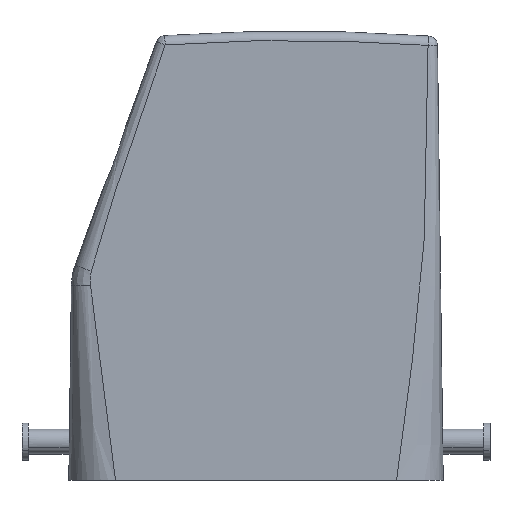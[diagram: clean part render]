
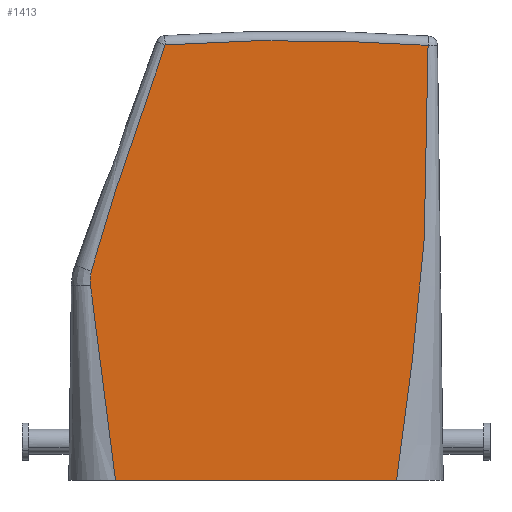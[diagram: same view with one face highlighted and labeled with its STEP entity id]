
A CAD part, left-side view. The second image highlights one B-rep face of the part: STEP entity #1413.
In plain terms, the highlighted planar face has unit normal (-1, 0, 0).
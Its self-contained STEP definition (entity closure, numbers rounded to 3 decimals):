
#1370=AXIS2_PLACEMENT_3D('Plane Axis2P3D',#1367,#1368,#1369) ;
#1402=AXIS2_PLACEMENT_3D('Circle Axis2P3D',#1400,#1401,$) ;
#464=CARTESIAN_POINT('Vertex',(0.,14.987,0.)) ;
#469=CARTESIAN_POINT('Line Origine',(0.,37.5,0.)) ;
#473=CARTESIAN_POINT('Vertex',(0.,60.014,0.)) ;
#678=CARTESIAN_POINT('Control Point',(0.,64.005,31.16)) ;
#679=CARTESIAN_POINT('Control Point',(0.,63.604,26.781)) ;
#680=CARTESIAN_POINT('Control Point',(0.,63.096,22.397)) ;
#681=CARTESIAN_POINT('Control Point',(0.,62.507,18.056)) ;
#682=CARTESIAN_POINT('Control Point',(0.,61.619,11.766)) ;
#683=CARTESIAN_POINT('Control Point',(0.,60.745,5.464)) ;
#684=CARTESIAN_POINT('Control Point',(0.,60.5,3.666)) ;
#685=CARTESIAN_POINT('Control Point',(0.,60.258,1.853)) ;
#686=CARTESIAN_POINT('Control Point',(0.,60.014,0.)) ;
#687=CARTESIAN_POINT('Vertex',(0.,64.005,31.16)) ;
#885=CARTESIAN_POINT('Control Point',(0.,63.891,33.543)) ;
#886=CARTESIAN_POINT('Control Point',(0.,64.,33.071)) ;
#887=CARTESIAN_POINT('Control Point',(0.,64.068,32.589)) ;
#888=CARTESIAN_POINT('Control Point',(0.,64.091,32.103)) ;
#889=CARTESIAN_POINT('Control Point',(0.,64.069,31.624)) ;
#890=CARTESIAN_POINT('Control Point',(0.,64.005,31.16)) ;
#891=CARTESIAN_POINT('Vertex',(0.,63.891,33.543)) ;
#1305=CARTESIAN_POINT('Vertex',(0.,9.929,69.72)) ;
#1309=CARTESIAN_POINT('Control Point',(0.,9.929,69.72)) ;
#1310=CARTESIAN_POINT('Control Point',(0.,9.927,68.515)) ;
#1311=CARTESIAN_POINT('Control Point',(0.,9.928,67.329)) ;
#1312=CARTESIAN_POINT('Control Point',(0.,9.93,66.124)) ;
#1313=CARTESIAN_POINT('Control Point',(0.,9.938,63.733)) ;
#1314=CARTESIAN_POINT('Control Point',(0.,9.953,61.335)) ;
#1315=CARTESIAN_POINT('Control Point',(0.,9.963,60.139)) ;
#1316=CARTESIAN_POINT('Control Point',(0.,9.995,56.739)) ;
#1317=CARTESIAN_POINT('Control Point',(0.,10.04,53.34)) ;
#1318=CARTESIAN_POINT('Control Point',(0.,10.078,50.997)) ;
#1319=CARTESIAN_POINT('Control Point',(0.,10.19,45.688)) ;
#1320=CARTESIAN_POINT('Control Point',(0.,10.412,40.381)) ;
#1321=CARTESIAN_POINT('Control Point',(0.,10.597,37.276)) ;
#1322=CARTESIAN_POINT('Control Point',(0.,11.077,31.069)) ;
#1323=CARTESIAN_POINT('Control Point',(0.,11.744,24.872)) ;
#1324=CARTESIAN_POINT('Control Point',(0.,12.117,21.777)) ;
#1325=CARTESIAN_POINT('Control Point',(0.,12.769,16.69)) ;
#1326=CARTESIAN_POINT('Control Point',(0.,13.452,11.605)) ;
#1327=CARTESIAN_POINT('Control Point',(0.,13.721,9.611)) ;
#1328=CARTESIAN_POINT('Control Point',(0.,14.141,6.482)) ;
#1329=CARTESIAN_POINT('Control Point',(0.,14.553,3.353)) ;
#1330=CARTESIAN_POINT('Control Point',(0.,14.699,2.234)) ;
#1331=CARTESIAN_POINT('Control Point',(0.,14.843,1.118)) ;
#1332=CARTESIAN_POINT('Control Point',(0.,14.987,0.)) ;
#1367=CARTESIAN_POINT('Axis2P3D Location',(0.,-0.533,-30.8)) ;
#1373=CARTESIAN_POINT('Control Point',(0.,52.034,69.793)) ;
#1374=CARTESIAN_POINT('Control Point',(0.,52.17,69.41)) ;
#1375=CARTESIAN_POINT('Control Point',(0.,52.304,69.029)) ;
#1376=CARTESIAN_POINT('Control Point',(0.,52.406,68.742)) ;
#1377=CARTESIAN_POINT('Control Point',(0.,53.939,64.389)) ;
#1378=CARTESIAN_POINT('Control Point',(0.,55.451,60.03)) ;
#1379=CARTESIAN_POINT('Control Point',(0.,56.806,56.044)) ;
#1380=CARTESIAN_POINT('Control Point',(0.,58.287,51.69)) ;
#1381=CARTESIAN_POINT('Control Point',(0.,59.727,47.325)) ;
#1382=CARTESIAN_POINT('Control Point',(0.,59.892,46.822)) ;
#1383=CARTESIAN_POINT('Control Point',(0.,60.25,45.73)) ;
#1384=CARTESIAN_POINT('Control Point',(0.,60.603,44.641)) ;
#1385=CARTESIAN_POINT('Control Point',(0.,60.833,43.924)) ;
#1386=CARTESIAN_POINT('Control Point',(0.,61.17,42.863)) ;
#1387=CARTESIAN_POINT('Control Point',(0.,61.502,41.798)) ;
#1388=CARTESIAN_POINT('Control Point',(0.,61.608,41.458)) ;
#1389=CARTESIAN_POINT('Control Point',(0.,62.022,40.114)) ;
#1390=CARTESIAN_POINT('Control Point',(0.,62.426,38.767)) ;
#1391=CARTESIAN_POINT('Control Point',(0.,62.721,37.761)) ;
#1392=CARTESIAN_POINT('Control Point',(0.,63.135,36.313)) ;
#1393=CARTESIAN_POINT('Control Point',(0.,63.535,34.864)) ;
#1394=CARTESIAN_POINT('Control Point',(0.,63.655,34.424)) ;
#1395=CARTESIAN_POINT('Control Point',(0.,63.773,33.984)) ;
#1396=CARTESIAN_POINT('Control Point',(0.,63.891,33.543)) ;
#1397=CARTESIAN_POINT('Vertex',(0.,52.034,69.793)) ;
#1400=CARTESIAN_POINT('Axis2P3D Location',(0.,31.5,-228.)) ;
#470=DIRECTION('Vector Direction',(0.,-1.,0.)) ;
#1368=DIRECTION('Axis2P3D Direction',(-1.,0.,0.)) ;
#1369=DIRECTION('Axis2P3D XDirection',(0.,-0.17,0.985)) ;
#1401=DIRECTION('Axis2P3D Direction',(-1.,0.,0.)) ;
#471=VECTOR('Line Direction',#470,1.) ;
#1406=ORIENTED_EDGE('',*,*,#1399,.F.) ;
#1407=ORIENTED_EDGE('',*,*,#893,.F.) ;
#1408=ORIENTED_EDGE('',*,*,#689,.F.) ;
#1409=ORIENTED_EDGE('',*,*,#475,.T.) ;
#1410=ORIENTED_EDGE('',*,*,#1333,.T.) ;
#1411=ORIENTED_EDGE('',*,*,#1404,.T.) ;
#1413=ADVANCED_FACE('Hood',(#1412),#1371,.T.) ;
#677=B_SPLINE_CURVE_WITH_KNOTS('',5,(#678,#679,#680,#681,#682,#683,#684,#685,#686),.UNSPECIFIED.,.F.,.U.,(6,3,6),(116.014,137.84,147.295),.UNSPECIFIED.) ;
#884=B_SPLINE_CURVE_WITH_KNOTS('',5,(#885,#886,#887,#888,#889,#890),.UNSPECIFIED.,.F.,.U.,(6,6),(183.856,186.856),.UNSPECIFIED.) ;
#1308=B_SPLINE_CURVE_WITH_KNOTS('',5,(#1309,#1310,#1311,#1312,#1313,#1314,#1315,#1316,#1317,#1318,#1319,#1320,#1321,#1322,#1323,#1324,#1325,#1326,#1327,#1328,#1329,#1330,#1331,#1332),.UNSPECIFIED.,.F.,.U.,(6,3,3,3,3,3,3,6),(30.496,36.488,42.48,53.502,69.05,84.599,94.635,100.339),.UNSPECIFIED.) ;
#1372=B_SPLINE_CURVE_WITH_KNOTS('',5,(#1373,#1374,#1375,#1376,#1377,#1378,#1379,#1380,#1381,#1382,#1383,#1384,#1385,#1386,#1387,#1388,#1389,#1390,#1391,#1392,#1393,#1394,#1395,#1396),.UNSPECIFIED.,.F.,.U.,(6,3,3,3,3,3,3,6),(0.,2.842,32.577,35.347,40.708,43.241,50.664,53.896),.UNSPECIFIED.) ;
#1403=CIRCLE('generated circle',#1402,298.5) ;
#475=EDGE_CURVE('',#474,#465,#472,.T.) ;
#689=EDGE_CURVE('',#474,#688,#677,.F.) ;
#893=EDGE_CURVE('',#688,#892,#884,.F.) ;
#1333=EDGE_CURVE('',#465,#1306,#1308,.F.) ;
#1399=EDGE_CURVE('',#892,#1398,#1372,.F.) ;
#1404=EDGE_CURVE('',#1306,#1398,#1403,.T.) ;
#1405=EDGE_LOOP('',(#1406,#1407,#1408,#1409,#1410,#1411)) ;
#1412=FACE_OUTER_BOUND('',#1405,.T.) ;
#472=LINE('Line',#469,#471) ;
#1371=PLANE('',#1370) ;
#465=VERTEX_POINT('',#464) ;
#474=VERTEX_POINT('',#473) ;
#688=VERTEX_POINT('',#687) ;
#892=VERTEX_POINT('',#891) ;
#1306=VERTEX_POINT('',#1305) ;
#1398=VERTEX_POINT('',#1397) ;
